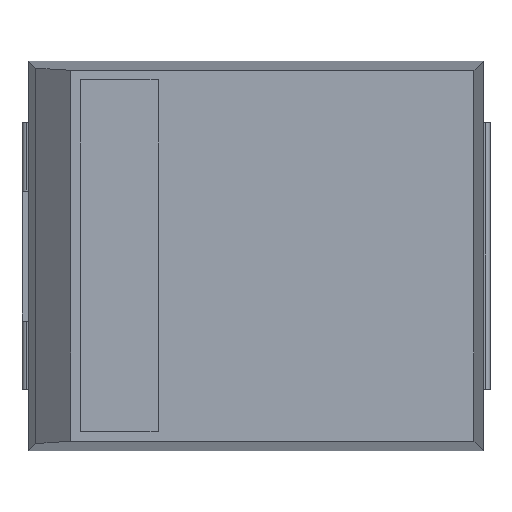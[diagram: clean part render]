
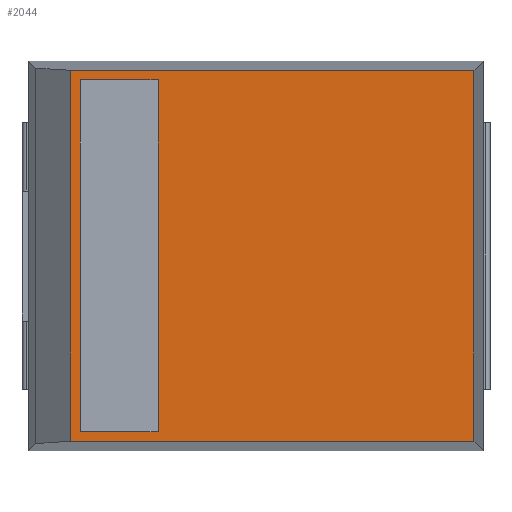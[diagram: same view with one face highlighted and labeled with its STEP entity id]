
A CAD part, top view. The second image highlights one B-rep face of the part: STEP entity #2044.
In plain terms, the highlighted planar face has unit normal (0, 0, 1).
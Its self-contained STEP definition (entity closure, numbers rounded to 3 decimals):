
#827 = VERTEX_POINT('',#828);
#828 = CARTESIAN_POINT('',(3.353,2.853,3.8));
#833 = EDGE_CURVE('',#834,#827,#836,.T.);
#834 = VERTEX_POINT('',#835);
#835 = CARTESIAN_POINT('',(3.353,-2.853,3.8));
#836 = LINE('',#837,#838);
#837 = CARTESIAN_POINT('',(3.353,-2.853,3.8));
#838 = VECTOR('',#839,1.);
#839 = DIRECTION('',(0.,1.,0.));
#1484 = EDGE_CURVE('',#1485,#834,#1487,.T.);
#1485 = VERTEX_POINT('',#1486);
#1486 = CARTESIAN_POINT('',(-2.853,-2.853,3.8));
#1487 = LINE('',#1488,#1489);
#1488 = CARTESIAN_POINT('',(-3.353,-2.853,3.8));
#1489 = VECTOR('',#1490,1.);
#1490 = DIRECTION('',(1.,0.,0.));
#1774 = VERTEX_POINT('',#1775);
#1775 = CARTESIAN_POINT('',(-2.853,2.853,3.8));
#2032 = EDGE_CURVE('',#827,#1774,#2033,.T.);
#2033 = LINE('',#2034,#2035);
#2034 = CARTESIAN_POINT('',(3.353,2.853,3.8));
#2035 = VECTOR('',#2036,1.);
#2036 = DIRECTION('',(-1.,0.,0.));
#2044 = ADVANCED_FACE('',(#2045,#2058),#2092,.F.);
#2045 = FACE_BOUND('',#2046,.F.);
#2046 = EDGE_LOOP('',(#2047,#2048,#2049,#2050));
#2047 = ORIENTED_EDGE('',*,*,#2032,.F.);
#2048 = ORIENTED_EDGE('',*,*,#833,.F.);
#2049 = ORIENTED_EDGE('',*,*,#1484,.F.);
#2050 = ORIENTED_EDGE('',*,*,#2051,.F.);
#2051 = EDGE_CURVE('',#1774,#1485,#2052,.T.);
#2052 = B_SPLINE_CURVE_WITH_KNOTS('',2,(#2053,#2054,#2055,#2056,#2057),
.UNSPECIFIED.,.F.,.F.,(3,1,1,3),(-0.384,-0.035,
5.741,6.091),.UNSPECIFIED.);
#2053 = CARTESIAN_POINT('',(-2.853,3.237,3.8));
#2054 = CARTESIAN_POINT('',(-2.853,3.063,3.8));
#2055 = CARTESIAN_POINT('',(-2.853,0.,3.8));
#2056 = CARTESIAN_POINT('',(-2.853,-3.063,3.8));
#2057 = CARTESIAN_POINT('',(-2.853,-3.237,3.8));
#2058 = FACE_BOUND('',#2059,.F.);
#2059 = EDGE_LOOP('',(#2060,#2070,#2078,#2086));
#2060 = ORIENTED_EDGE('',*,*,#2061,.T.);
#2061 = EDGE_CURVE('',#2062,#2064,#2066,.T.);
#2062 = VERTEX_POINT('',#2063);
#2063 = CARTESIAN_POINT('',(-2.706,-2.706,3.8));
#2064 = VERTEX_POINT('',#2065);
#2065 = CARTESIAN_POINT('',(-1.506,-2.706,3.8));
#2066 = LINE('',#2067,#2068);
#2067 = CARTESIAN_POINT('',(-2.706,-2.706,3.8));
#2068 = VECTOR('',#2069,1.);
#2069 = DIRECTION('',(1.,0.,0.));
#2070 = ORIENTED_EDGE('',*,*,#2071,.T.);
#2071 = EDGE_CURVE('',#2064,#2072,#2074,.T.);
#2072 = VERTEX_POINT('',#2073);
#2073 = CARTESIAN_POINT('',(-1.506,2.706,3.8));
#2074 = LINE('',#2075,#2076);
#2075 = CARTESIAN_POINT('',(-1.506,-2.706,3.8));
#2076 = VECTOR('',#2077,1.);
#2077 = DIRECTION('',(0.,1.,0.));
#2078 = ORIENTED_EDGE('',*,*,#2079,.T.);
#2079 = EDGE_CURVE('',#2072,#2080,#2082,.T.);
#2080 = VERTEX_POINT('',#2081);
#2081 = CARTESIAN_POINT('',(-2.706,2.706,3.8));
#2082 = LINE('',#2083,#2084);
#2083 = CARTESIAN_POINT('',(-1.506,2.706,3.8));
#2084 = VECTOR('',#2085,1.);
#2085 = DIRECTION('',(-1.,0.,0.));
#2086 = ORIENTED_EDGE('',*,*,#2087,.T.);
#2087 = EDGE_CURVE('',#2080,#2062,#2088,.T.);
#2088 = LINE('',#2089,#2090);
#2089 = CARTESIAN_POINT('',(-2.706,2.706,3.8));
#2090 = VECTOR('',#2091,1.);
#2091 = DIRECTION('',(0.,-1.,0.));
#2092 = PLANE('',#2093);
#2093 = AXIS2_PLACEMENT_3D('',#2094,#2095,#2096);
#2094 = CARTESIAN_POINT('',(3.353,-2.853,3.8));
#2095 = DIRECTION('',(0.,0.,-1.));
#2096 = DIRECTION('',(-0.762,0.648,0.));
